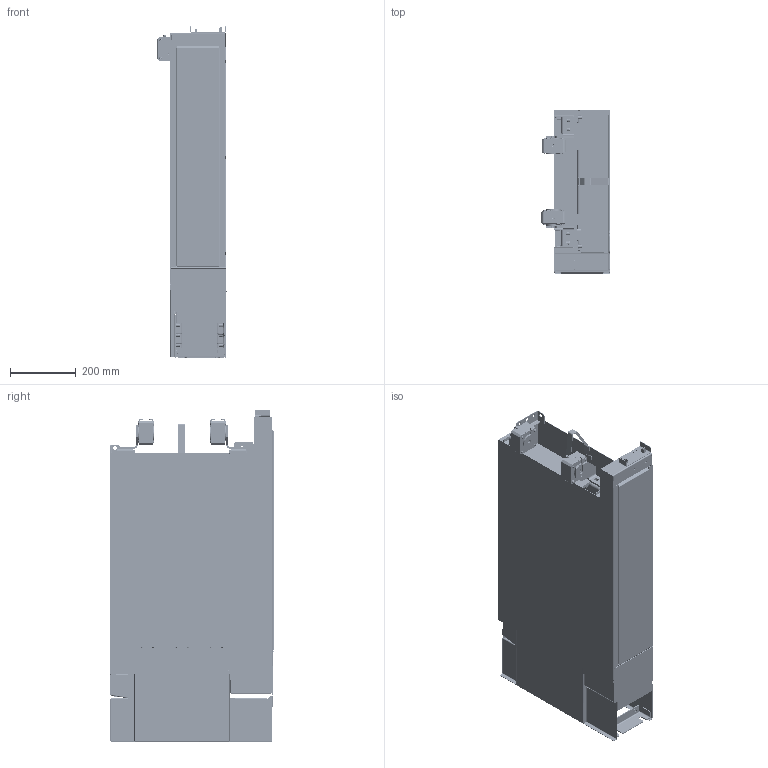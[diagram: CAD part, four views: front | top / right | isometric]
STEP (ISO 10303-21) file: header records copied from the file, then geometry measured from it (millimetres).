
FILE_DESCRIPTION((''),'2;1');
FILE_NAME('DPD02290_ASM','2023-08-14T12:18:59',('U319547'),('Danfoss Drives'),'CREO PARAMETRIC BY PTC INC, 2022124','CREO PARAMETRIC BY PTC INC, 2022124','');
FILE_SCHEMA(('CONFIG_CONTROL_DESIGN','GEOMETRIC_VALIDATION_PROPERTIES_MIM'));
Products named in the file (3): IM_AM10; PSC_33_TTF; DPD02290_ASM
Assembly tree (3 placements, depth 2):
  DPD02290_ASM
    IM_AM10
    PSC_33_TTF  x2
Bounding box: 209.96 x 500 x 1009 mm (x, y, z)
Volume: 457980.6 mm3; surface area: 5075927.1 mm2
Topology: 2 solids, 678 shells, 7225 faces, 23553 edges, 16228 vertices
Faces by surface type: plane 3588, cylinder 1749, bspline 928, cone 457, torus 435, sphere 68
Entity records: 434439 total; most frequent: CARTESIAN_POINT 213274, DIRECTION 36425, ORIENTED_EDGE 35129, EDGE_CURVE 22448, VERTEX_POINT 15529, AXIS2_PLACEMENT_3D 12149, VECTOR 12127, LINE 12127
